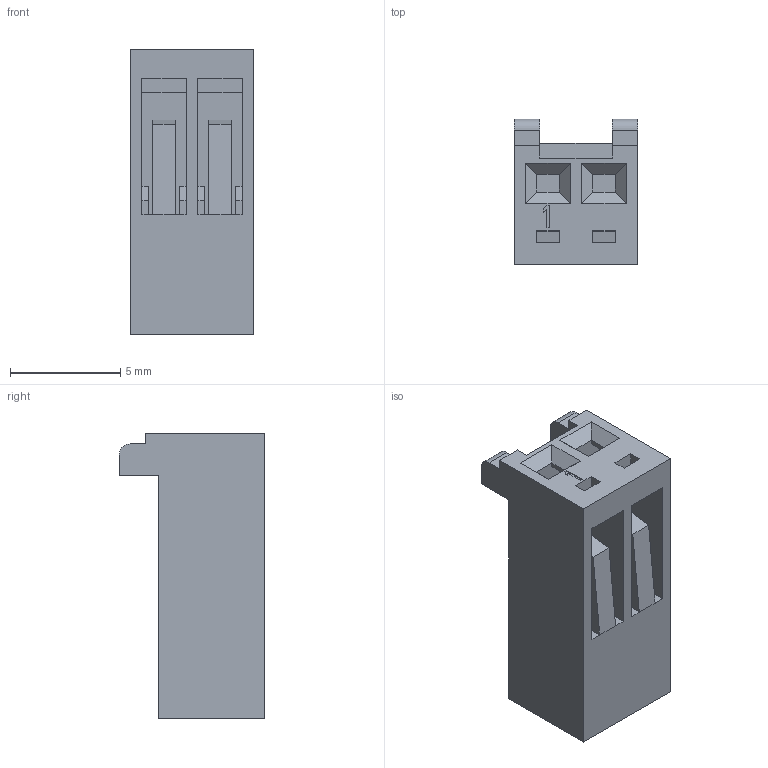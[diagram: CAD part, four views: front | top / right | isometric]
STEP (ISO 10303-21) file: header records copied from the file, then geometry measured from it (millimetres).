
FILE_DESCRIPTION((''),'2;1');
FILE_NAME('C-1375820-02-3','2007-09-05T',('workeradm'),('Tyco Electronics Corporation'),'PRO/ENGINEER BY PARAMETRIC TECHNOLOGY CORPORATION, 2005450','PRO/ENGINEER BY PARAMETRIC TECHNOLOGY CORPORATION, 2005450','');
FILE_SCHEMA(('CONFIG_CONTROL_DESIGN', 'GEOMETRIC_VALIDATION_PROPERTIES_MIM'));
Length unit declared in the file: millimetre
Products named in the file (1): C-1375820-02-3
Bounding box: 5.59 x 6.6 x 12.95 mm (x, y, z)
Volume: 218.8 mm3; surface area: 581.9 mm2
Topology: 1 solids, 1 shells, 144 faces, 396 edges, 260 vertices
Faces by surface type: plane 139, cylinder 3, extrusion 2
Entity records: 4650 total; most frequent: CARTESIAN_POINT 844, ORIENTED_EDGE 792, DIRECTION 684, EDGE_CURVE 396, VECTOR 388, LINE 386, VERTEX_POINT 260, EDGE_LOOP 158
